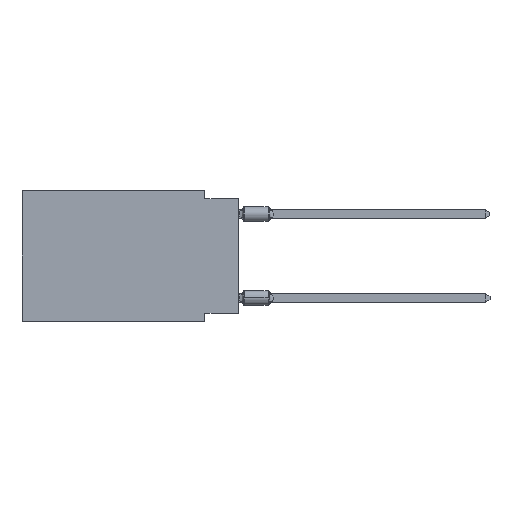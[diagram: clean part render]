
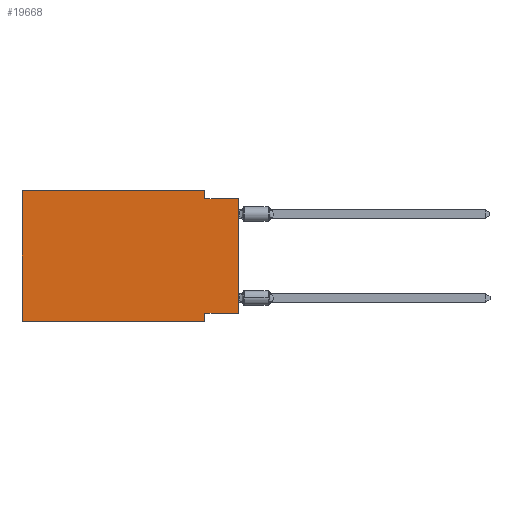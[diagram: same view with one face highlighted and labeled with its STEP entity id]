
A CAD part, left-side view. The second image highlights one B-rep face of the part: STEP entity #19668.
In plain terms, the highlighted planar face has unit normal (-1, 0, 0).
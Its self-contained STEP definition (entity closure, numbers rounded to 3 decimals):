
#887 = VECTOR ( 'NONE', #21022, 1000. ) ;
#1127 = CARTESIAN_POINT ( 'NONE',  ( 0., 2.54, 0. ) ) ;
#1237 = CARTESIAN_POINT ( 'NONE',  ( 0., 0., 0. ) ) ;
#2638 = VERTEX_POINT ( 'NONE', #31496 ) ;
#3440 = EDGE_CURVE ( 'NONE', #18470, #20686, #10827, .T. ) ;
#3504 = VERTEX_POINT ( 'NONE', #26956 ) ;
#4191 = CARTESIAN_POINT ( 'NONE',  ( 0., 0., -0.635 ) ) ;
#4327 = VERTEX_POINT ( 'NONE', #26220 ) ;
#4607 = DIRECTION ( 'NONE',  ( 0., -1., 0. ) ) ;
#5467 = PLANE ( 'NONE',  #11192 ) ;
#6253 = ORIENTED_EDGE ( 'NONE', *, *, #30962, .F. ) ;
#9309 = ORIENTED_EDGE ( 'NONE', *, *, #25538, .F. ) ;
#9983 = CARTESIAN_POINT ( 'NONE',  ( 0., 2.54, -9.906 ) ) ;
#10253 = DIRECTION ( 'NONE',  ( 0., -1., 0. ) ) ;
#10410 = CARTESIAN_POINT ( 'NONE',  ( 0., 0., -9.271 ) ) ;
#10419 = FACE_OUTER_BOUND ( 'NONE', #28788, .T. ) ;
#10768 = ORIENTED_EDGE ( 'NONE', *, *, #16441, .T. ) ;
#10827 = LINE ( 'NONE', #1237, #887 ) ;
#11192 = AXIS2_PLACEMENT_3D ( 'NONE', #18156, #20456, #15526 ) ;
#12983 = EDGE_CURVE ( 'NONE', #25990, #25110, #20516, .T. ) ;
#13173 = LINE ( 'NONE', #17634, #25462 ) ;
#13790 = CARTESIAN_POINT ( 'NONE',  ( 0., 2.54, -9.271 ) ) ;
#13994 = LINE ( 'NONE', #16971, #27189 ) ;
#14565 = VECTOR ( 'NONE', #21442, 1000. ) ;
#15526 = DIRECTION ( 'NONE',  ( 0., 0., -1. ) ) ;
#16130 = ORIENTED_EDGE ( 'NONE', *, *, #19581, .F. ) ;
#16441 = EDGE_CURVE ( 'NONE', #3504, #25110, #29327, .T. ) ;
#16971 = CARTESIAN_POINT ( 'NONE',  ( 0., 0., -9.271 ) ) ;
#17096 = EDGE_CURVE ( 'NONE', #3504, #4327, #18979, .T. ) ;
#17272 = ORIENTED_EDGE ( 'NONE', *, *, #3440, .T. ) ;
#17521 = LINE ( 'NONE', #27560, #21668 ) ;
#17634 = CARTESIAN_POINT ( 'NONE',  ( 0., 0., -0.635 ) ) ;
#18156 = CARTESIAN_POINT ( 'NONE',  ( 0., 16.383, 0. ) ) ;
#18470 = VERTEX_POINT ( 'NONE', #10410 ) ;
#18764 = VECTOR ( 'NONE', #31288, 1000. ) ;
#18816 = VECTOR ( 'NONE', #4607, 1000. ) ;
#18979 = LINE ( 'NONE', #27206, #14565 ) ;
#19270 = VERTEX_POINT ( 'NONE', #25282 ) ;
#19581 = EDGE_CURVE ( 'NONE', #4327, #19270, #17521, .T. ) ;
#19668 = ADVANCED_FACE ( 'NONE', ( #10419 ), #5467, .F. ) ;
#20030 = DIRECTION ( 'NONE',  ( 0., 0., -1. ) ) ;
#20415 = DIRECTION ( 'NONE',  ( 0., -1., 0. ) ) ;
#20456 = DIRECTION ( 'NONE',  ( 1., 0., 0. ) ) ;
#20516 = LINE ( 'NONE', #9983, #20612 ) ;
#20612 = VECTOR ( 'NONE', #20030, 1000. ) ;
#20686 = VERTEX_POINT ( 'NONE', #4191 ) ;
#21022 = DIRECTION ( 'NONE',  ( 0., 0., 1. ) ) ;
#21442 = DIRECTION ( 'NONE',  ( 0., 0., 1. ) ) ;
#21668 = VECTOR ( 'NONE', #10253, 1000. ) ;
#22212 = DIRECTION ( 'NONE',  ( 0., 1., 0. ) ) ;
#25110 = VERTEX_POINT ( 'NONE', #30827 ) ;
#25282 = CARTESIAN_POINT ( 'NONE',  ( 0., 2.54, 0. ) ) ;
#25390 = ORIENTED_EDGE ( 'NONE', *, *, #17096, .F. ) ;
#25462 = VECTOR ( 'NONE', #20415, 1000. ) ;
#25538 = EDGE_CURVE ( 'NONE', #2638, #20686, #13173, .T. ) ;
#25921 = ORIENTED_EDGE ( 'NONE', *, *, #30831, .F. ) ;
#25990 = VERTEX_POINT ( 'NONE', #13790 ) ;
#26220 = CARTESIAN_POINT ( 'NONE',  ( 0., 16.383, 0. ) ) ;
#26956 = CARTESIAN_POINT ( 'NONE',  ( 0., 16.383, -9.906 ) ) ;
#27180 = CARTESIAN_POINT ( 'NONE',  ( 0., 16.383, -9.906 ) ) ;
#27189 = VECTOR ( 'NONE', #22212, 1000. ) ;
#27206 = CARTESIAN_POINT ( 'NONE',  ( 0., 16.383, 0. ) ) ;
#27560 = CARTESIAN_POINT ( 'NONE',  ( 0., 16.383, 0. ) ) ;
#28788 = EDGE_LOOP ( 'NONE', ( #17272, #9309, #25921, #16130, #25390, #10768, #30992, #6253 ) ) ;
#29327 = LINE ( 'NONE', #27180, #18816 ) ;
#30827 = CARTESIAN_POINT ( 'NONE',  ( 0., 2.54, -9.906 ) ) ;
#30831 = EDGE_CURVE ( 'NONE', #19270, #2638, #31449, .T. ) ;
#30962 = EDGE_CURVE ( 'NONE', #18470, #25990, #13994, .T. ) ;
#30992 = ORIENTED_EDGE ( 'NONE', *, *, #12983, .F. ) ;
#31288 = DIRECTION ( 'NONE',  ( 0., 0., -1. ) ) ;
#31449 = LINE ( 'NONE', #1127, #18764 ) ;
#31496 = CARTESIAN_POINT ( 'NONE',  ( 0., 2.54, -0.635 ) ) ;
